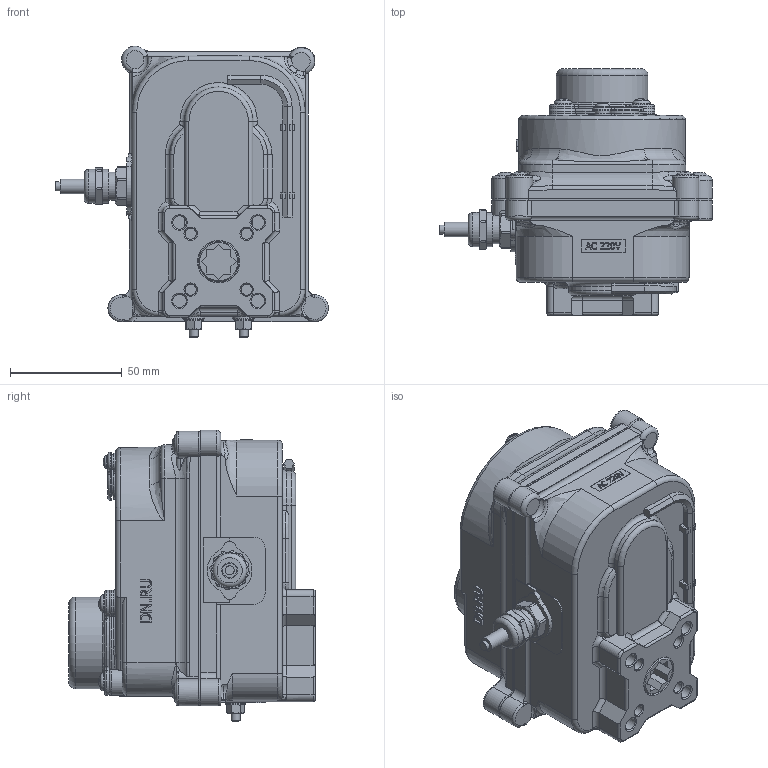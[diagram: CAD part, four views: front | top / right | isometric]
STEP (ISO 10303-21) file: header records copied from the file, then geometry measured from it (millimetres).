
FILE_DESCRIPTION(/* description */ (''),/* implementation_level */ '2;1');
FILE_NAME(/* name */ '',/* time_stamp */ '2024-08-15T23:51:51+03:00',/* author */ ('igorr'),/* organization */ (''),/* preprocessor_version */ 'ST-DEVELOPER v20',/* originating_system */ 'Autodesk Inventor 2025',/* authorisation */ '');
FILE_SCHEMA (('AUTOMOTIVE_DESIGN { 1 0 10303 214 3 1 1 }'));
Length unit declared in the file: millimetre
Products named in the file (8): Сборка; Деталь1; Деталь2; Деталь3; ANSI B18.2.4.2M - M4x0,7; AS 1427 - M3 x 5; AS 1427 - M4 x 6; AS 1427 - M5 x 6
Assembly tree (14 placements, depth 2):
  Сборка
    Деталь1
    Деталь2
    Деталь3
    ANSI B18.2.4.2M - M4x0,7  x2
    AS 1427 - M3 x 5
    AS 1427 - M4 x 6  x4
    AS 1427 - M5 x 6  x4
Bounding box: 121.91 x 110.2 x 130.3 mm (x, y, z)
Volume: 711961.5 mm3; surface area: 94959.9 mm2
Topology: 14 solids, 14 shells, 1352 faces, 3516 edges, 2269 vertices
Faces by surface type: plane 520, cylinder 280, bspline 236, cone 166, torus 140, sphere 10
Full cylindrical faces by diameter (mm): 2 x2, 2.693 x1, 3 x1, 3.242 x2, 3.571 x4, 4 x10, 4.035 x1, 4.51 x4, 5 x8, 6 x4, 6.492 x1, 6.528 x1, 7 x1, 8 x4, 8.531 x2, 9 x2, 12.595 x1, 14 x1, 14.596 x1, 15.278 x2, 18 x1, 19 x1, 30 x1, 32 x1, 36 x1, 36.393 x1, 38 x1, 41 x1
Entity records: 42831 total; most frequent: CARTESIAN_POINT 14782, ORIENTED_EDGE 5972, DIRECTION 4937, EDGE_CURVE 2986, VERTEX_POINT 1928, AXIS2_PLACEMENT_3D 1770, LINE 1397, VECTOR 1397
